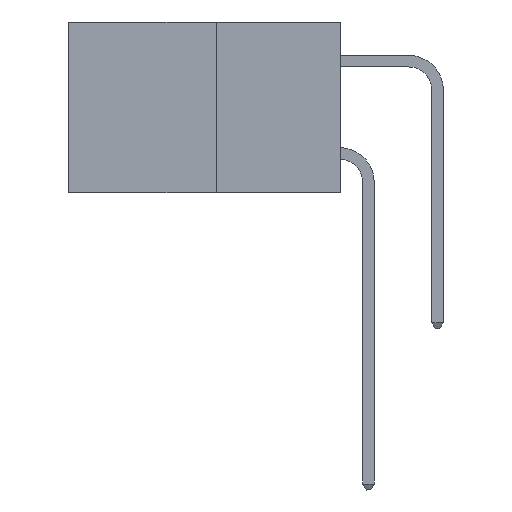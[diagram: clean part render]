
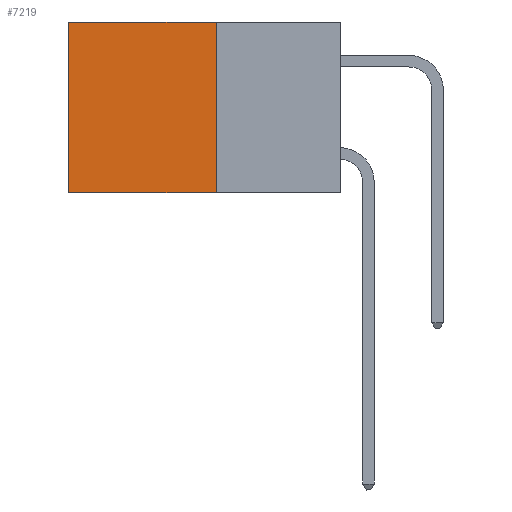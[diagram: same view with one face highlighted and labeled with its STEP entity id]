
A CAD part, left-side view. The second image highlights one B-rep face of the part: STEP entity #7219.
In plain terms, the highlighted planar face has unit normal (-1, 0, 0).
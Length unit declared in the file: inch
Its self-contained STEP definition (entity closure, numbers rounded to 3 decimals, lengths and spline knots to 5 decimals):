
#1158 = VERTEX_POINT ( 'NONE', #8419 ) ;
#1277 = VECTOR ( 'NONE', #10889, 39.37008 ) ;
#2197 = ORIENTED_EDGE ( 'NONE', *, *, #3415, .F. ) ;
#2788 = AXIS2_PLACEMENT_3D ( 'NONE', #10511, #4842, #3733 ) ;
#3415 = EDGE_CURVE ( 'NONE', #9105, #7742, #15223, .T. ) ;
#3733 = DIRECTION ( 'NONE',  ( 0., 0., -1. ) ) ;
#3785 = CARTESIAN_POINT ( 'NONE',  ( 0.277, 0.59, 0. ) ) ;
#3824 = DIRECTION ( 'NONE',  ( 0., 1., 0. ) ) ;
#4535 = LINE ( 'NONE', #10724, #1277 ) ;
#4642 = ORIENTED_EDGE ( 'NONE', *, *, #5232, .T. ) ;
#4688 = EDGE_LOOP ( 'NONE', ( #6965, #2197, #7553, #4642 ) ) ;
#4842 = DIRECTION ( 'NONE',  ( 1., 0., 0. ) ) ;
#5024 = EDGE_CURVE ( 'NONE', #11662, #7742, #4535, .T. ) ;
#5232 = EDGE_CURVE ( 'NONE', #1158, #11662, #11672, .T. ) ;
#5334 = CARTESIAN_POINT ( 'NONE',  ( 0.277, 0.27, -0.37 ) ) ;
#6965 = ORIENTED_EDGE ( 'NONE', *, *, #5024, .T. ) ;
#7219 = ADVANCED_FACE ( 'NONE', ( #8676 ), #9794, .F. ) ;
#7224 = CARTESIAN_POINT ( 'NONE',  ( 0.277, 0.27, 0. ) ) ;
#7553 = ORIENTED_EDGE ( 'NONE', *, *, #7861, .F. ) ;
#7742 = VERTEX_POINT ( 'NONE', #12967 ) ;
#7861 = EDGE_CURVE ( 'NONE', #1158, #9105, #10318, .T. ) ;
#8419 = CARTESIAN_POINT ( 'NONE',  ( 0.277, 0.27, 0. ) ) ;
#8676 = FACE_OUTER_BOUND ( 'NONE', #4688, .T. ) ;
#9105 = VERTEX_POINT ( 'NONE', #5334 ) ;
#9794 = PLANE ( 'NONE',  #2788 ) ;
#9953 = VECTOR ( 'NONE', #14157, 39.37008 ) ;
#10318 = LINE ( 'NONE', #13160, #9953 ) ;
#10511 = CARTESIAN_POINT ( 'NONE',  ( 0.277, 0.27, -0.37 ) ) ;
#10724 = CARTESIAN_POINT ( 'NONE',  ( 0.277, 0.59, -0.37 ) ) ;
#10889 = DIRECTION ( 'NONE',  ( 0., 0., -1. ) ) ;
#11662 = VERTEX_POINT ( 'NONE', #3785 ) ;
#11672 = LINE ( 'NONE', #7224, #15026 ) ;
#12967 = CARTESIAN_POINT ( 'NONE',  ( 0.277, 0.59, -0.37 ) ) ;
#13160 = CARTESIAN_POINT ( 'NONE',  ( 0.277, 0.27, -0.37 ) ) ;
#13832 = CARTESIAN_POINT ( 'NONE',  ( 0.277, 0.27, -0.37 ) ) ;
#14157 = DIRECTION ( 'NONE',  ( 0., 0., -1. ) ) ;
#14898 = VECTOR ( 'NONE', #15056, 39.37008 ) ;
#15026 = VECTOR ( 'NONE', #3824, 39.37008 ) ;
#15056 = DIRECTION ( 'NONE',  ( 0., 1., 0. ) ) ;
#15223 = LINE ( 'NONE', #13832, #14898 ) ;
